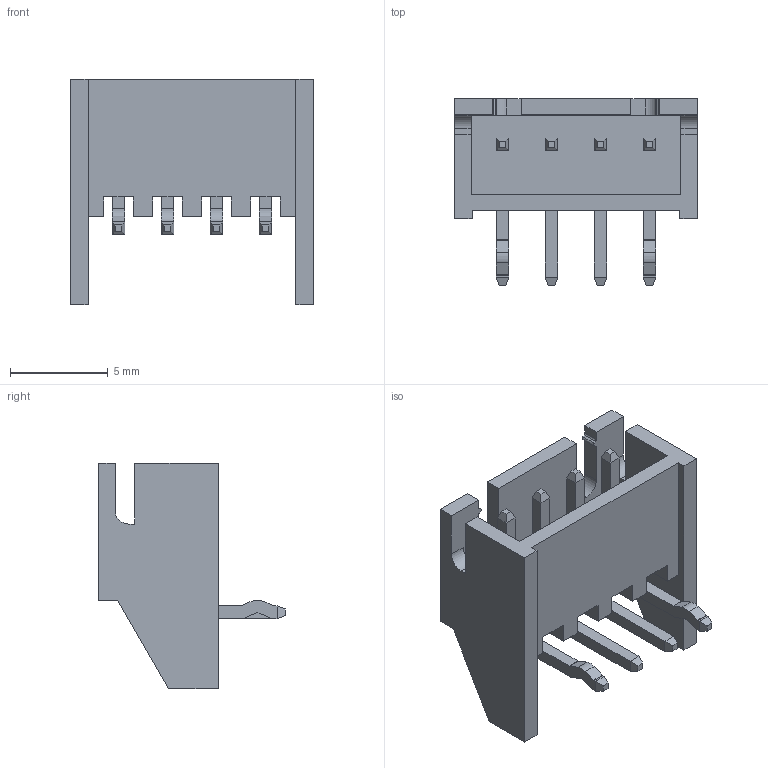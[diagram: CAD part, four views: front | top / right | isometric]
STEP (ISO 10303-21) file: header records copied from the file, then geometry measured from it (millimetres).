
FILE_DESCRIPTION (( 'STEP AP214' ), '1' );
FILE_NAME ('S4B-XH-A-1.STEP', '2023-08-29T06:30:53', ( '' ), ( '' ), 'SwSTEP 2.0', 'SolidWorks 2017', '' );
FILE_SCHEMA (( 'AUTOMOTIVE_DESIGN' ));
Length unit declared in the file: millimetre
Products named in the file (5): S4B-XH-A-1; pin^SxB-XH-A-1(LF)(SN); pin^SxB-XH-A-1(LF)(SN)_bent; S4B-XH-A-1_S4B-XH-A-1; SxB-XH-Axxxxx_4
Assembly tree (6 placements, depth 3):
  S4B-XH-A-1
    S4B-XH-A-1_S4B-XH-A-1
      SxB-XH-Axxxxx_4
      pin^SxB-XH-A-1(LF)(SN)_bent  x2
      pin^SxB-XH-A-1(LF)(SN)  x2
Bounding box: 12.4 x 9.5 x 11.5 mm (x, y, z)
Volume: 300 mm3; surface area: 805.7 mm2
Topology: 5 solids, 5 shells, 176 faces, 466 edges, 300 vertices
Faces by surface type: plane 146, cylinder 30
Entity records: 5606 total; most frequent: CARTESIAN_POINT 716, ORIENTED_EDGE 700, DIRECTION 666, EDGE_CURVE 350, VECTOR 310, LINE 310, VERTEX_POINT 228, AXIS2_PLACEMENT_3D 178
